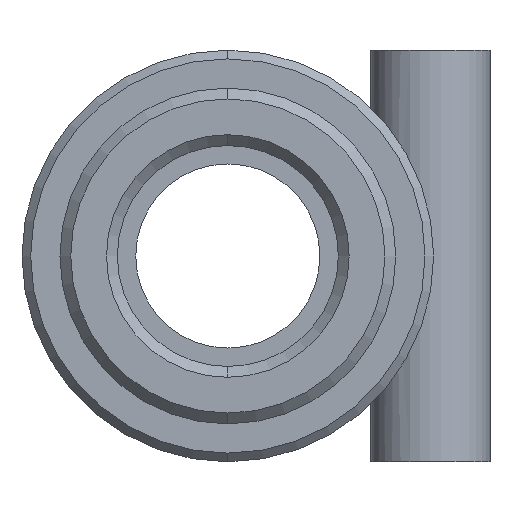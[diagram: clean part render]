
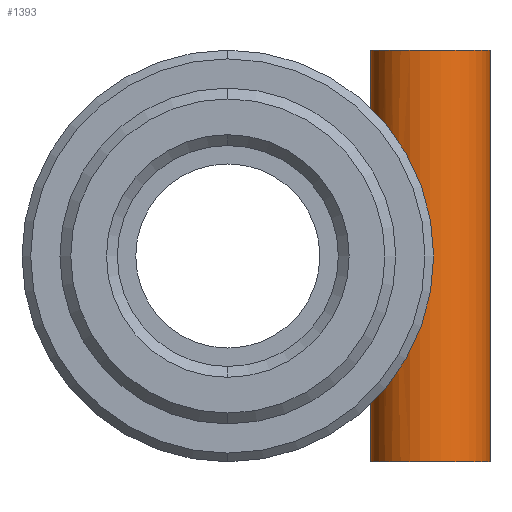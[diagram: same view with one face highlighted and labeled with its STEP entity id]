
A CAD part, front view. The second image highlights one B-rep face of the part: STEP entity #1393.
In plain terms, the highlighted cylindrical face has radius 2.75 mm (diameter 5.5 mm), a partial arc.
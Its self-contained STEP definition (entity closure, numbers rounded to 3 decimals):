
#7 = CARTESIAN_POINT ( 'NONE',  ( 6.829, -1.102, -3.665 ) ) ;
#36 = VERTEX_POINT ( 'NONE', #1230 ) ;
#41 = ORIENTED_EDGE ( 'NONE', *, *, #805, .T. ) ;
#48 = CARTESIAN_POINT ( 'NONE',  ( 7.556, -2.085, 1.737 ) ) ;
#60 = CARTESIAN_POINT ( 'NONE',  ( 12.1, 0., 9.5 ) ) ;
#81 = DIRECTION ( 'NONE',  ( 0., 0., 1. ) ) ;
#101 = CARTESIAN_POINT ( 'NONE',  ( 7.555, -2.085, -1.739 ) ) ;
#130 = DIRECTION ( 'NONE',  ( -1., 0., 0. ) ) ;
#156 = CARTESIAN_POINT ( 'NONE',  ( 7.174, -1.687, 2.938 ) ) ;
#186 = CARTESIAN_POINT ( 'NONE',  ( 6.652, -0.543, 3.977 ) ) ;
#204 = ORIENTED_EDGE ( 'NONE', *, *, #943, .T. ) ;
#212 = CARTESIAN_POINT ( 'NONE',  ( 7.602, -2.123, -1.524 ) ) ;
#214 = CARTESIAN_POINT ( 'NONE',  ( 7.173, -1.685, -2.941 ) ) ;
#232 = CARTESIAN_POINT ( 'NONE',  ( 6.6, -0.221, -4.062 ) ) ;
#240 = LINE ( 'NONE', #756, #1183 ) ;
#256 = VECTOR ( 'NONE', #827, 1000. ) ;
#265 = CARTESIAN_POINT ( 'NONE',  ( 6.6, 0., 9.5 ) ) ;
#270 = AXIS2_PLACEMENT_3D ( 'NONE', #561, #81, #552 ) ;
#281 = VERTEX_POINT ( 'NONE', #60 ) ;
#293 = DIRECTION ( 'NONE',  ( 0., 0., 1. ) ) ;
#302 = CARTESIAN_POINT ( 'NONE',  ( 12.1, 0., -9.5 ) ) ;
#319 = CARTESIAN_POINT ( 'NONE',  ( 6.6, 0., 9.5 ) ) ;
#323 = CARTESIAN_POINT ( 'NONE',  ( 7.248, -1.777, -2.75 ) ) ;
#372 = DIRECTION ( 'NONE',  ( 0., 0., -1. ) ) ;
#403 = CARTESIAN_POINT ( 'NONE',  ( 9.35, 0., 9.5 ) ) ;
#478 = CARTESIAN_POINT ( 'NONE',  ( 6.829, -1.103, 3.665 ) ) ;
#501 = EDGE_CURVE ( 'NONE', #36, #1171, #240, .T. ) ;
#513 = DIRECTION ( 'NONE',  ( 0., 0., -1. ) ) ;
#540 = EDGE_LOOP ( 'NONE', ( #1541, #939, #788, #204, #991, #41 ) ) ;
#548 = EDGE_CURVE ( 'NONE', #281, #720, #1148, .T. ) ;
#552 = DIRECTION ( 'NONE',  ( 1., 0., 0. ) ) ;
#561 = CARTESIAN_POINT ( 'NONE',  ( 9.35, 0., -9.5 ) ) ;
#567 = CARTESIAN_POINT ( 'NONE',  ( 7.713, -2.211, -0.878 ) ) ;
#581 = CARTESIAN_POINT ( 'NONE',  ( 7.019, -1.465, -3.291 ) ) ;
#595 = CARTESIAN_POINT ( 'NONE',  ( 6.729, -0.839, 3.845 ) ) ;
#630 = CARTESIAN_POINT ( 'NONE',  ( 12.1, 0., 9.5 ) ) ;
#642 = DIRECTION ( 'NONE',  ( 1., 0., 0. ) ) ;
#678 = FACE_OUTER_BOUND ( 'NONE', #540, .T. ) ;
#686 = CARTESIAN_POINT ( 'NONE',  ( 6.6, 0., 4.062 ) ) ;
#693 = CARTESIAN_POINT ( 'NONE',  ( 7.601, -2.123, 1.525 ) ) ;
#704 = CARTESIAN_POINT ( 'NONE',  ( 7.75, -2.237, -0.442 ) ) ;
#720 = VERTEX_POINT ( 'NONE', #302 ) ;
#722 = VERTEX_POINT ( 'NONE', #1398 ) ;
#756 = CARTESIAN_POINT ( 'NONE',  ( 6.6, 0., 9.5 ) ) ;
#788 = ORIENTED_EDGE ( 'NONE', *, *, #812, .T. ) ;
#792 = CARTESIAN_POINT ( 'NONE',  ( 6.6, 0., -9.5 ) ) ;
#794 = CARTESIAN_POINT ( 'NONE',  ( 6.607, -0.222, 4.051 ) ) ;
#805 = EDGE_CURVE ( 'NONE', #1171, #720, #1432, .T. ) ;
#812 = EDGE_CURVE ( 'NONE', #1378, #722, #1555, .T. ) ;
#825 = CARTESIAN_POINT ( 'NONE',  ( 7.75, -2.237, 0.22 ) ) ;
#827 = DIRECTION ( 'NONE',  ( 0., 0., -1. ) ) ;
#858 = CARTESIAN_POINT ( 'NONE',  ( 6.6, 0., -4.062 ) ) ;
#876 = CARTESIAN_POINT ( 'NONE',  ( 6.794, -1.018, 3.73 ) ) ;
#910 = CARTESIAN_POINT ( 'NONE',  ( 9.35, 0., 9.5 ) ) ;
#922 = CARTESIAN_POINT ( 'NONE',  ( 6.633, -0.437, 4.009 ) ) ;
#939 = ORIENTED_EDGE ( 'NONE', *, *, #1174, .F. ) ;
#943 = EDGE_CURVE ( 'NONE', #722, #36, #1284, .T. ) ;
#957 = CARTESIAN_POINT ( 'NONE',  ( 7.385, -1.927, -2.358 ) ) ;
#959 = CARTESIAN_POINT ( 'NONE',  ( 6.628, -0.443, -4.017 ) ) ;
#973 = CARTESIAN_POINT ( 'NONE',  ( 7.385, -1.926, 2.36 ) ) ;
#991 = ORIENTED_EDGE ( 'NONE', *, *, #501, .T. ) ;
#1062 = CARTESIAN_POINT ( 'NONE',  ( 7.703, -2.202, 0.88 ) ) ;
#1072 = CARTESIAN_POINT ( 'NONE',  ( 7.447, -1.987, -2.156 ) ) ;
#1076 = CARTESIAN_POINT ( 'NONE',  ( 6.7, -0.743, -3.895 ) ) ;
#1080 = CARTESIAN_POINT ( 'NONE',  ( 7.675, -2.182, 1.097 ) ) ;
#1099 = CARTESIAN_POINT ( 'NONE',  ( 6.701, -0.745, 3.894 ) ) ;
#1117 = CARTESIAN_POINT ( 'NONE',  ( 6.94, -1.335, 3.454 ) ) ;
#1120 = CARTESIAN_POINT ( 'NONE',  ( 6.794, -1.019, -3.73 ) ) ;
#1135 = CARTESIAN_POINT ( 'NONE',  ( 7.448, -1.987, 2.155 ) ) ;
#1148 = LINE ( 'NONE', #630, #1512 ) ;
#1171 = VERTEX_POINT ( 'NONE', #792 ) ;
#1174 = EDGE_CURVE ( 'NONE', #1378, #281, #1308, .T. ) ;
#1183 = VECTOR ( 'NONE', #1519, 1000. ) ;
#1185 = CARTESIAN_POINT ( 'NONE',  ( 6.939, -1.334, -3.455 ) ) ;
#1215 = AXIS2_PLACEMENT_3D ( 'NONE', #403, #372, #130 ) ;
#1230 = CARTESIAN_POINT ( 'NONE',  ( 6.6, 0., -4.062 ) ) ;
#1284 = B_SPLINE_CURVE_WITH_KNOTS ( 'NONE', 3,
 ( #686, #1397, #794, #922, #186, #1099, #595, #876, #478, #1117, #1444, #156, #1557, #973, #1135, #48, #693, #1080, #1062, #1320, #825, #704, #567, #212, #101, #1072, #957, #323, #214, #581, #1185, #7, #1120, #1549, #1076, #959, #232, #858 ),
 .UNSPECIFIED., .F., .F.,
 ( 4, 2, 2, 2, 2, 2, 2, 2, 2, 2, 2, 2, 2, 2, 2, 2, 2, 2, 4 ),
 ( 0., 0., 0.001, 0.001, 0.001, 0.002, 0.003, 0.003, 0.004, 0.005, 0.005, 0.007, 0.007, 0.008, 0.009, 0.009, 0.01, 0.01, 0.011 ),
 .UNSPECIFIED. ) ;
#1295 = CYLINDRICAL_SURFACE ( 'NONE', #1215, 2.75 ) ;
#1308 = CIRCLE ( 'NONE', #1566, 2.75 ) ;
#1320 = CARTESIAN_POINT ( 'NONE',  ( 7.74, -2.23, 0.442 ) ) ;
#1378 = VERTEX_POINT ( 'NONE', #265 ) ;
#1393 = ADVANCED_FACE ( 'NONE', ( #678 ), #1295, .T. ) ;
#1397 = CARTESIAN_POINT ( 'NONE',  ( 6.6, -0.112, 4.062 ) ) ;
#1398 = CARTESIAN_POINT ( 'NONE',  ( 6.6, 0., 4.062 ) ) ;
#1432 = CIRCLE ( 'NONE', #270, 2.75 ) ;
#1444 = CARTESIAN_POINT ( 'NONE',  ( 7.019, -1.465, 3.292 ) ) ;
#1512 = VECTOR ( 'NONE', #513, 1000. ) ;
#1519 = DIRECTION ( 'NONE',  ( 0., 0., -1. ) ) ;
#1541 = ORIENTED_EDGE ( 'NONE', *, *, #548, .F. ) ;
#1549 = CARTESIAN_POINT ( 'NONE',  ( 6.73, -0.84, -3.844 ) ) ;
#1555 = LINE ( 'NONE', #319, #256 ) ;
#1557 = CARTESIAN_POINT ( 'NONE',  ( 7.248, -1.776, 2.751 ) ) ;
#1566 = AXIS2_PLACEMENT_3D ( 'NONE', #910, #293, #642 ) ;
